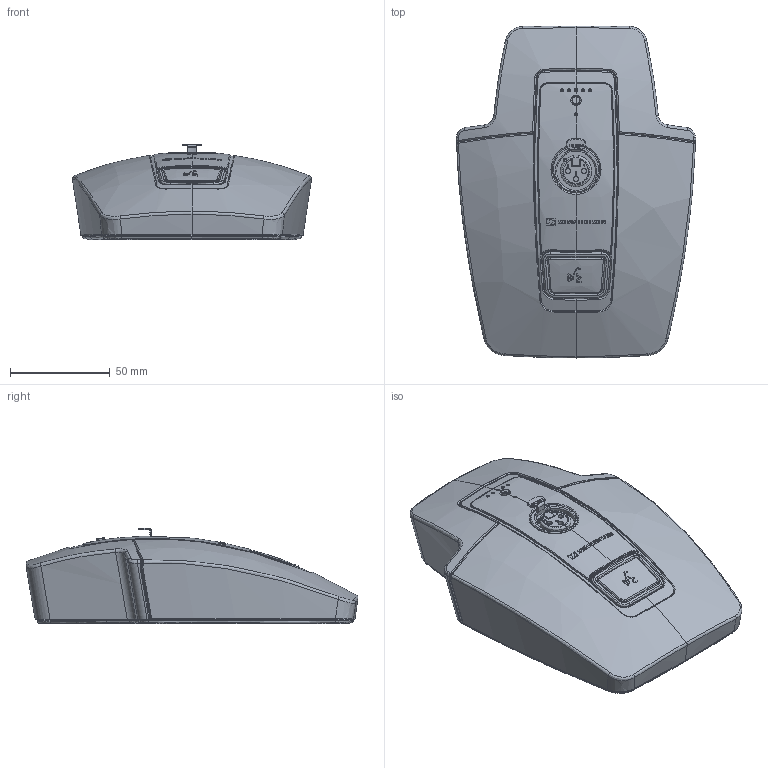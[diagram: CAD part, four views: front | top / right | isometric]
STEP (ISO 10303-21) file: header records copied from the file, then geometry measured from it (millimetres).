
FILE_DESCRIPTION(('CATIA V5 STEP Exchange','CAx-IF Rec.Pracs.--- Model Styling and Organization---1.2---2011-12-15'),'2;1');
FILE_NAME('596010-3d-out00-01.stp','2023-11-01T09:20:50+00:00',('none'),('none'),'CATIA Version 5-6 Release 2014 SP4','CATIA V5 STEP AP214','none');
FILE_SCHEMA(('AUTOMOTIVE_DESIGN { 1 0 10303 214 1 1 1 1 }'));
Products named in the file (1): 596010_3D_OUT-01
Bounding box: 120.21 x 166.71 x 48.09 mm (x, y, z)
Volume: 479696.5 mm3; surface area: 52420.9 mm2
Topology: 1 solids, 15 shells, 2332 faces, 6069 edges, 3804 vertices
Faces by surface type: bspline 738, plane 530, cylinder 529, cone 160, extrusion 153, torus 152, sphere 66, revolution 4
Entity records: 103716 total; most frequent: CARTESIAN_POINT 56218, ORIENTED_EDGE 12018, EDGE_CURVE 6030, DIRECTION 5735, VERTEX_POINT 3804, B_SPLINE_CURVE_WITH_KNOTS 3206, EDGE_LOOP 2443, ADVANCED_FACE 2332
